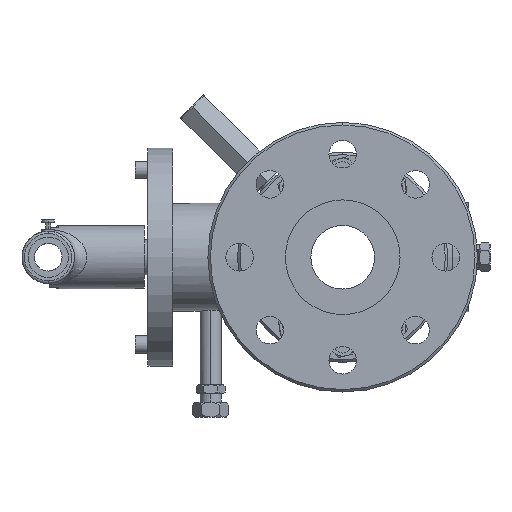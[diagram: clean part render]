
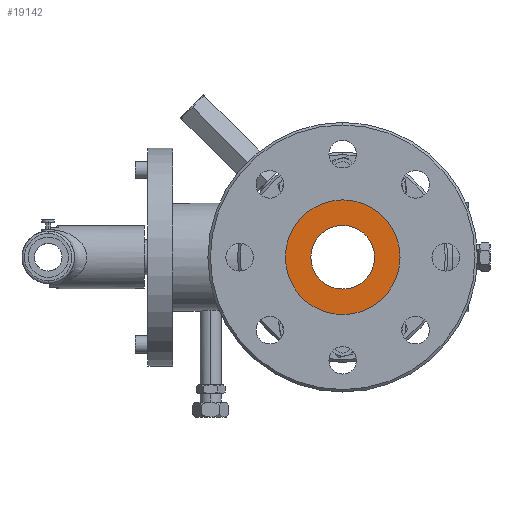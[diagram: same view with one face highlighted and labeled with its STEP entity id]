
A CAD part, left-side view. The second image highlights one B-rep face of the part: STEP entity #19142.
In plain terms, the highlighted planar face has unit normal (-1, 0, 0).
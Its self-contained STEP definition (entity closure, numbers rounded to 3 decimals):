
#9 = CIRCLE ( 'NONE', #18290, 25.5 ) ;
#419 = CARTESIAN_POINT ( 'NONE',  ( -184., 0., 0. ) ) ;
#1107 = VERTEX_POINT ( 'NONE', #30540 ) ;
#1814 = EDGE_LOOP ( 'NONE', ( #17306, #26960 ) ) ;
#2865 = DIRECTION ( 'NONE',  ( 0., 0., -1. ) ) ;
#4509 = EDGE_LOOP ( 'NONE', ( #26191, #11631 ) ) ;
#5329 = VERTEX_POINT ( 'NONE', #10191 ) ;
#6008 = CARTESIAN_POINT ( 'NONE',  ( -184., 0., 0. ) ) ;
#6216 = EDGE_CURVE ( 'NONE', #16429, #27104, #9, .T. ) ;
#7377 = FACE_BOUND ( 'NONE', #4509, .T. ) ;
#7814 = DIRECTION ( 'NONE',  ( 0., 0., -1. ) ) ;
#9876 = DIRECTION ( 'NONE',  ( -1., 0., 0. ) ) ;
#10191 = CARTESIAN_POINT ( 'NONE',  ( -184., 0., 45.95 ) ) ;
#11631 = ORIENTED_EDGE ( 'NONE', *, *, #6216, .T. ) ;
#11849 = CARTESIAN_POINT ( 'NONE',  ( -184., 0., 0. ) ) ;
#12342 = CARTESIAN_POINT ( 'NONE',  ( -184., 0., 0. ) ) ;
#12569 = DIRECTION ( 'NONE',  ( 0., 0., -1. ) ) ;
#12785 = DIRECTION ( 'NONE',  ( 1., 0., 0. ) ) ;
#13081 = EDGE_CURVE ( 'NONE', #27104, #16429, #28668, .T. ) ;
#13564 = CARTESIAN_POINT ( 'NONE',  ( -184., 0., 25.5 ) ) ;
#14963 = DIRECTION ( 'NONE',  ( 0., 0., -1. ) ) ;
#15474 = DIRECTION ( 'NONE',  ( 1., 0., 0. ) ) ;
#16429 = VERTEX_POINT ( 'NONE', #28446 ) ;
#17306 = ORIENTED_EDGE ( 'NONE', *, *, #29373, .F. ) ;
#18097 = DIRECTION ( 'NONE',  ( 0., 0., -1. ) ) ;
#18197 = AXIS2_PLACEMENT_3D ( 'NONE', #6008, #15474, #18097 ) ;
#18290 = AXIS2_PLACEMENT_3D ( 'NONE', #11849, #23748, #2865 ) ;
#19142 = ADVANCED_FACE ( 'NONE', ( #19586, #7377 ), #29022, .T. ) ;
#19586 = FACE_OUTER_BOUND ( 'NONE', #1814, .T. ) ;
#19710 = CIRCLE ( 'NONE', #24143, 45.95 ) ;
#22451 = AXIS2_PLACEMENT_3D ( 'NONE', #419, #9876, #7814 ) ;
#22452 = CARTESIAN_POINT ( 'NONE',  ( -184., 0., 0. ) ) ;
#22648 = CIRCLE ( 'NONE', #18197, 45.95 ) ;
#23748 = DIRECTION ( 'NONE',  ( 1., 0., 0. ) ) ;
#24143 = AXIS2_PLACEMENT_3D ( 'NONE', #22452, #24318, #12569 ) ;
#24318 = DIRECTION ( 'NONE',  ( 1., 0., 0. ) ) ;
#26191 = ORIENTED_EDGE ( 'NONE', *, *, #13081, .T. ) ;
#26960 = ORIENTED_EDGE ( 'NONE', *, *, #29140, .F. ) ;
#27104 = VERTEX_POINT ( 'NONE', #13564 ) ;
#28446 = CARTESIAN_POINT ( 'NONE',  ( -184., 0., -25.5 ) ) ;
#28668 = CIRCLE ( 'NONE', #29629, 25.5 ) ;
#29022 = PLANE ( 'NONE',  #22451 ) ;
#29140 = EDGE_CURVE ( 'NONE', #1107, #5329, #19710, .T. ) ;
#29373 = EDGE_CURVE ( 'NONE', #5329, #1107, #22648, .T. ) ;
#29629 = AXIS2_PLACEMENT_3D ( 'NONE', #12342, #12785, #14963 ) ;
#30540 = CARTESIAN_POINT ( 'NONE',  ( -184., 0., -45.95 ) ) ;
